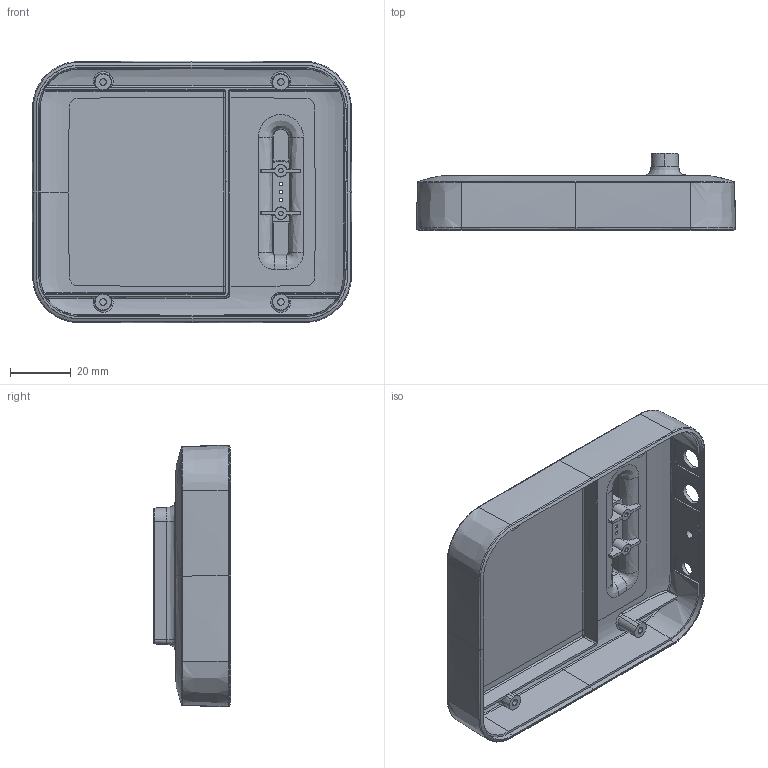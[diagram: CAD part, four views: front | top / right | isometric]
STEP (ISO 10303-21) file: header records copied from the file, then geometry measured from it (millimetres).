
FILE_DESCRIPTION(/* description */ (''),/* implementation_level */ '2;1');
FILE_NAME(/* name */ 'SCA_SHAMBA_B2.1.1 05.02.15',/* time_stamp */ '2015-02-05T18:00:18+00:00',/* author */ (''),/* organization */ (''),/* preprocessor_version */ 'ST-DEVELOPER v15',/* originating_system */ '',/* authorisation */ '');
FILE_SCHEMA (('AUTOMOTIVE_DESIGN'));
Length unit declared in the file: millimetre
Products named in the file (1): Document
Bounding box: 104.98 x 25.44 x 85.99 mm (x, y, z)
Surface area: 31893.8 mm2 (no closed solid volume)
Topology: 0 solids, 2 shells, 323 faces, 822 edges, 496 vertices
Faces by surface type: bspline 231, plane 92
Entity records: 31792 total; most frequent: CARTESIAN_POINT 26964, ORIENTED_EDGE 1627, EDGE_CURVE 818, B_SPLINE_CURVE_WITH_KNOTS 507, VERTEX_POINT 498, EDGE_LOOP 344, ADVANCED_FACE 321, FACE_OUTER_BOUND 321
